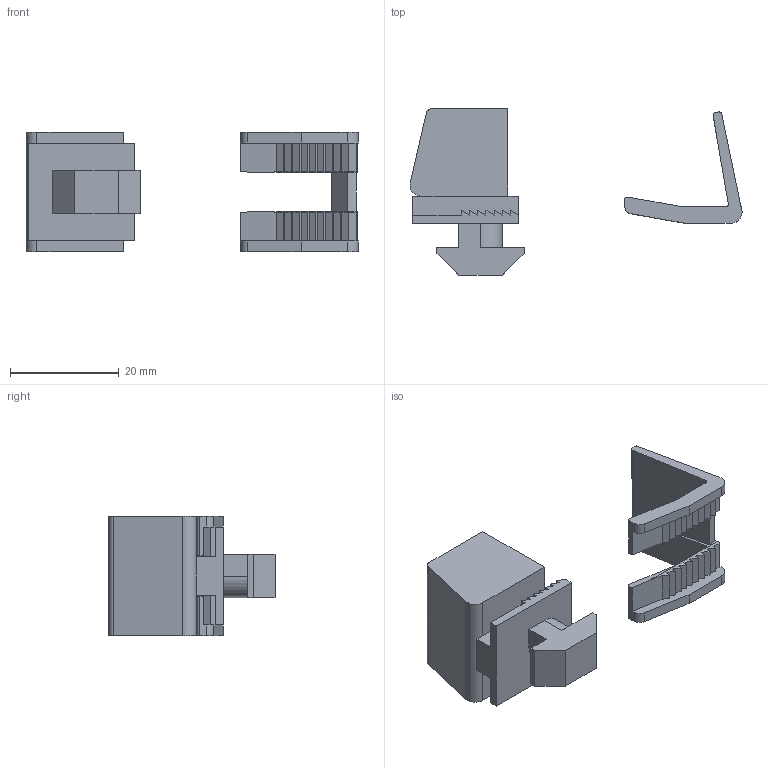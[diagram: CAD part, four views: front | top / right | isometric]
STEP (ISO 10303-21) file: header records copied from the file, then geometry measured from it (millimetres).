
FILE_DESCRIPTION(('STEP AP203'),'1');
FILE_NAME('SAFE08E2554.stp','2023-10-11T08:03:02',(' '),(' '),'Spatial InterOp 3D',' ',' ');
FILE_SCHEMA(('CONFIG_CONTROL_DESIGN'));
Length unit declared in the file: millimetre
Products named in the file (3): Clip multiblock 8 PA, gris; corps; clip
Assembly tree (2 placements, depth 2):
  Clip multiblock 8 PA, gris
    corps
    clip
Bounding box: 60.98 x 30.5 x 22 mm (x, y, z)
Volume: 8795.1 mm3; surface area: 5114.2 mm2
Topology: 2 solids, 2 shells, 156 faces, 445 edges, 294 vertices
Faces by surface type: plane 139, cylinder 17
Entity records: 5449 total; most frequent: CARTESIAN_POINT 898, ORIENTED_EDGE 890, DIRECTION 797, EDGE_CURVE 445, LINE 411, VECTOR 411, VERTEX_POINT 294, AXIS2_PLACEMENT_3D 193
